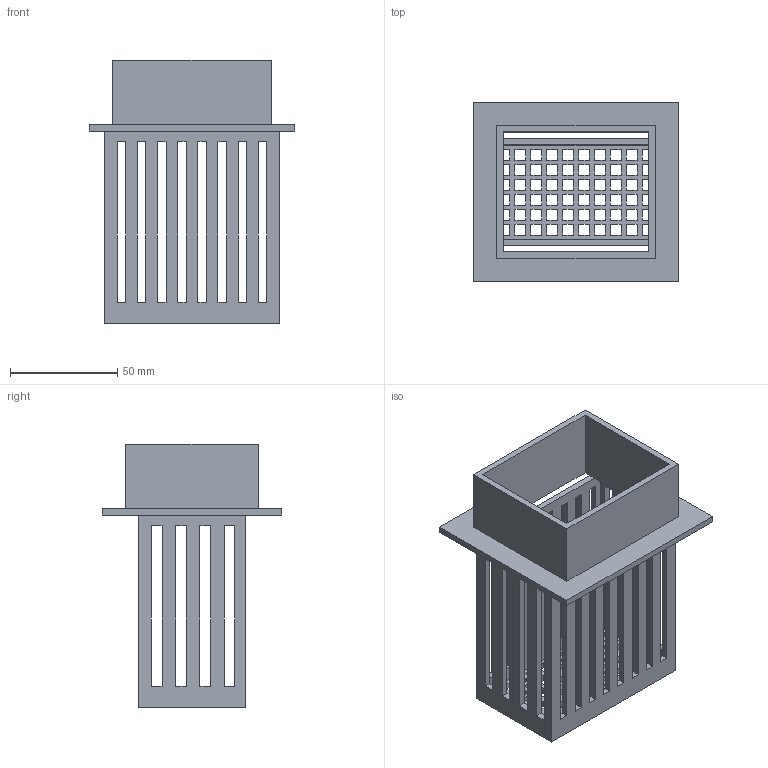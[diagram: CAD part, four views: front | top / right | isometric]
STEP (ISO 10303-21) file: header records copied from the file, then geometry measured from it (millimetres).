
FILE_DESCRIPTION(('FreeCAD Model'),'2;1');
FILE_NAME('Open CASCADE Shape Model','2025-05-15T03:11:52',(''),(''), 'Open CASCADE STEP processor 7.7','FreeCAD','Unknown');
FILE_SCHEMA(('AUTOMOTIVE_DESIGN { 1 0 10303 214 1 1 1 1 }'));
Length unit declared in the file: millimetre
Products named in the file (1): Fusion003
Bounding box: 96 x 84 x 123 mm (x, y, z)
Volume: 86340 mm3; surface area: 74504 mm2
Topology: 1 solids, 1 shells, 365 faces, 1084 edges, 720 vertices
Faces by surface type: plane 365
Entity records: 28356 total; most frequent: CARTESIAN_POINT 5682, DIRECTION 2640, ORIENTED_EDGE 2168, PCURVE 2168, DEFINITIONAL_REPRESENTATION 2168, LINE 1908, VECTOR 1908, B_SPLINE_CURVE_WITH_KNOTS 1344
